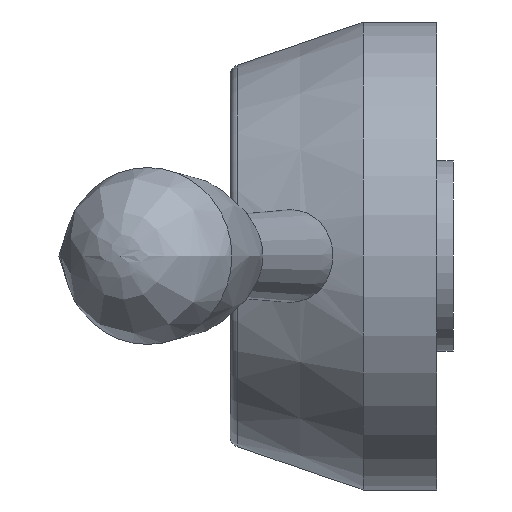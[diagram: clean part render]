
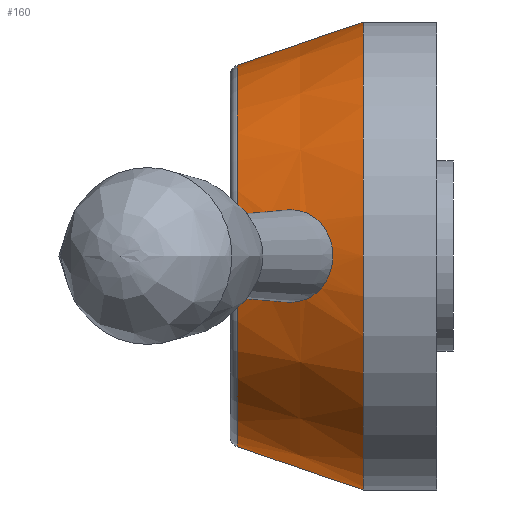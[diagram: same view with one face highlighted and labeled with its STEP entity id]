
A CAD part, front view. The second image highlights one B-rep face of the part: STEP entity #160.
In plain terms, the highlighted conical face has half-angle 18.947 degrees and reference radius 35.879 mm.
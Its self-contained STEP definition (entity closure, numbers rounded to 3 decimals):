
#160=ADVANCED_FACE('',(#254,#223,#224,#225),#196,.T.);
#196=CONICAL_SURFACE('',#610,35.879,18.947);
#203=B_SPLINE_CURVE_WITH_KNOTS('',3,(#811,#812,#813,#814),.UNSPECIFIED.,
.F.,.F.,(4,4),(0.,1.),.UNSPECIFIED.);
#204=B_SPLINE_CURVE_WITH_KNOTS('',3,(#817,#818,#819,#820,#821,#822,#823,
#824,#825,#826),.UNSPECIFIED.,.F.,.F.,(4,2,2,2,4),(0.,0.25,0.5,0.75,1.),
.UNSPECIFIED.);
#205=B_SPLINE_CURVE_WITH_KNOTS('',3,(#828,#829,#830,#831),.UNSPECIFIED.,
.F.,.F.,(4,4),(0.,1.),.UNSPECIFIED.);
#206=B_SPLINE_CURVE_WITH_KNOTS('',3,(#833,#834,#835,#836,#837,#838,#839,
#840,#841,#842),.UNSPECIFIED.,.F.,.F.,(4,2,2,2,4),(0.,0.25,0.5,0.75,1.),
.UNSPECIFIED.);
#207=B_SPLINE_CURVE_WITH_KNOTS('',3,(#843,#844,#845,#846,#847,#848,#849,
#850,#851,#852),.UNSPECIFIED.,.F.,.F.,(4,2,2,2,4),(0.,0.25,0.5,0.75,1.),
.UNSPECIFIED.);
#208=B_SPLINE_CURVE_WITH_KNOTS('',3,(#855,#856,#857,#858),.UNSPECIFIED.,
.F.,.F.,(4,4),(0.,1.),.UNSPECIFIED.);
#209=B_SPLINE_CURVE_WITH_KNOTS('',3,(#860,#861,#862,#863,#864,#865,#866,
#867,#868,#869),.UNSPECIFIED.,.F.,.F.,(4,2,2,2,4),(0.,0.25,0.5,0.75,1.),
.UNSPECIFIED.);
#210=B_SPLINE_CURVE_WITH_KNOTS('',3,(#871,#872,#873,#874),.UNSPECIFIED.,
.F.,.F.,(4,4),(0.,1.),.UNSPECIFIED.);
#223=FACE_BOUND('',#282,.T.);
#224=FACE_BOUND('',#283,.T.);
#225=FACE_BOUND('',#284,.T.);
#254=FACE_OUTER_BOUND('',#281,.T.);
#281=EDGE_LOOP('',(#337));
#282=EDGE_LOOP('',(#338));
#283=EDGE_LOOP('',(#339,#340,#341,#342));
#284=EDGE_LOOP('',(#343,#344,#345,#346));
#337=ORIENTED_EDGE('',*,*,#515,.T.);
#338=ORIENTED_EDGE('',*,*,#516,.F.);
#339=ORIENTED_EDGE('',*,*,#517,.F.);
#340=ORIENTED_EDGE('',*,*,#518,.T.);
#341=ORIENTED_EDGE('',*,*,#519,.F.);
#342=ORIENTED_EDGE('',*,*,#520,.T.);
#343=ORIENTED_EDGE('',*,*,#521,.F.);
#344=ORIENTED_EDGE('',*,*,#522,.F.);
#345=ORIENTED_EDGE('',*,*,#523,.F.);
#346=ORIENTED_EDGE('',*,*,#524,.F.);
#465=VERTEX_POINT('',#808);
#466=VERTEX_POINT('',#810);
#467=VERTEX_POINT('',#815);
#468=VERTEX_POINT('',#816);
#469=VERTEX_POINT('',#827);
#470=VERTEX_POINT('',#832);
#471=VERTEX_POINT('',#853);
#472=VERTEX_POINT('',#854);
#473=VERTEX_POINT('',#859);
#474=VERTEX_POINT('',#870);
#515=EDGE_CURVE('',#465,#465,#579,.T.);
#516=EDGE_CURVE('',#466,#466,#580,.T.);
#517=EDGE_CURVE('',#467,#468,#203,.T.);
#518=EDGE_CURVE('',#467,#469,#204,.T.);
#519=EDGE_CURVE('',#470,#469,#205,.T.);
#520=EDGE_CURVE('',#470,#468,#206,.T.);
#521=EDGE_CURVE('',#471,#472,#207,.T.);
#522=EDGE_CURVE('',#473,#471,#208,.T.);
#523=EDGE_CURVE('',#474,#473,#209,.T.);
#524=EDGE_CURVE('',#472,#474,#210,.T.);
#579=CIRCLE('',#608,43.);
#580=CIRCLE('',#609,35.053);
#608=AXIS2_PLACEMENT_3D('',#807,#670,#671);
#609=AXIS2_PLACEMENT_3D('',#809,#672,#673);
#610=AXIS2_PLACEMENT_3D('',#875,#674,#675);
#670=DIRECTION('',(-1.,0.,0.));
#671=DIRECTION('',(0.,0.,1.));
#672=DIRECTION('',(-1.,0.,0.));
#673=DIRECTION('',(0.,0.,1.));
#674=DIRECTION('',(1.,0.,0.));
#675=DIRECTION('',(0.,0.,-1.));
#807=CARTESIAN_POINT('',(418.5,353.5,0.));
#808=CARTESIAN_POINT('',(418.5,353.5,43.));
#809=CARTESIAN_POINT('',(395.351,353.5,0.));
#810=CARTESIAN_POINT('',(395.351,353.5,35.053));
#811=CARTESIAN_POINT('',(406.78,315.423,8.327));
#812=CARTESIAN_POINT('',(404.95,316.007,8.055));
#813=CARTESIAN_POINT('',(403.12,316.59,7.779));
#814=CARTESIAN_POINT('',(401.291,317.173,7.498));
#815=CARTESIAN_POINT('',(406.78,315.423,8.327));
#816=CARTESIAN_POINT('',(401.291,317.173,7.498));
#817=CARTESIAN_POINT('',(406.78,315.423,8.327));
#818=CARTESIAN_POINT('',(408.534,314.72,7.93));
#819=CARTESIAN_POINT('',(410.119,313.937,6.857));
#820=CARTESIAN_POINT('',(412.289,312.786,3.874));
#821=CARTESIAN_POINT('',(412.899,312.423,1.932));
#822=CARTESIAN_POINT('',(412.899,312.423,-1.931));
#823=CARTESIAN_POINT('',(412.29,312.786,-3.873));
#824=CARTESIAN_POINT('',(410.116,313.938,-6.86));
#825=CARTESIAN_POINT('',(408.537,314.719,-7.929));
#826=CARTESIAN_POINT('',(406.78,315.423,-8.327));
#827=CARTESIAN_POINT('',(406.78,315.423,-8.327));
#828=CARTESIAN_POINT('',(401.291,317.173,-7.498));
#829=CARTESIAN_POINT('',(403.12,316.59,-7.779));
#830=CARTESIAN_POINT('',(404.95,316.007,-8.055));
#831=CARTESIAN_POINT('',(406.78,315.423,-8.327));
#832=CARTESIAN_POINT('',(401.291,317.173,-7.498));
#833=CARTESIAN_POINT('',(401.291,317.173,-7.498));
#834=CARTESIAN_POINT('',(399.983,317.483,-6.776));
#835=CARTESIAN_POINT('',(398.846,317.673,-5.689));
#836=CARTESIAN_POINT('',(397.265,317.897,-3.049));
#837=CARTESIAN_POINT('',(396.84,317.935,-1.527));
#838=CARTESIAN_POINT('',(396.84,317.935,1.525));
#839=CARTESIAN_POINT('',(397.273,317.895,3.065));
#840=CARTESIAN_POINT('',(398.844,317.673,5.683));
#841=CARTESIAN_POINT('',(399.974,317.485,6.771));
#842=CARTESIAN_POINT('',(401.291,317.173,7.498));
#843=CARTESIAN_POINT('',(406.78,391.577,8.327));
#844=CARTESIAN_POINT('',(408.534,392.28,7.93));
#845=CARTESIAN_POINT('',(410.119,393.063,6.857));
#846=CARTESIAN_POINT('',(412.289,394.214,3.874));
#847=CARTESIAN_POINT('',(412.899,394.577,1.932));
#848=CARTESIAN_POINT('',(412.899,394.577,-1.931));
#849=CARTESIAN_POINT('',(412.29,394.214,-3.873));
#850=CARTESIAN_POINT('',(410.116,393.062,-6.86));
#851=CARTESIAN_POINT('',(408.537,392.281,-7.929));
#852=CARTESIAN_POINT('',(406.78,391.577,-8.327));
#853=CARTESIAN_POINT('',(406.78,391.577,8.327));
#854=CARTESIAN_POINT('',(406.78,391.577,-8.327));
#855=CARTESIAN_POINT('',(401.291,389.827,7.498));
#856=CARTESIAN_POINT('',(403.12,390.41,7.779));
#857=CARTESIAN_POINT('',(404.95,390.993,8.055));
#858=CARTESIAN_POINT('',(406.78,391.577,8.327));
#859=CARTESIAN_POINT('',(401.291,389.827,7.498));
#860=CARTESIAN_POINT('',(401.291,389.827,-7.498));
#861=CARTESIAN_POINT('',(399.983,389.517,-6.776));
#862=CARTESIAN_POINT('',(398.846,389.327,-5.689));
#863=CARTESIAN_POINT('',(397.265,389.103,-3.049));
#864=CARTESIAN_POINT('',(396.84,389.065,-1.527));
#865=CARTESIAN_POINT('',(396.84,389.065,1.525));
#866=CARTESIAN_POINT('',(397.273,389.105,3.065));
#867=CARTESIAN_POINT('',(398.844,389.327,5.683));
#868=CARTESIAN_POINT('',(399.974,389.515,6.771));
#869=CARTESIAN_POINT('',(401.291,389.827,7.498));
#870=CARTESIAN_POINT('',(401.291,389.827,-7.498));
#871=CARTESIAN_POINT('',(406.78,391.577,-8.327));
#872=CARTESIAN_POINT('',(404.95,390.993,-8.055));
#873=CARTESIAN_POINT('',(403.12,390.41,-7.779));
#874=CARTESIAN_POINT('',(401.291,389.827,-7.498));
#875=CARTESIAN_POINT('',(397.757,353.5,0.));
